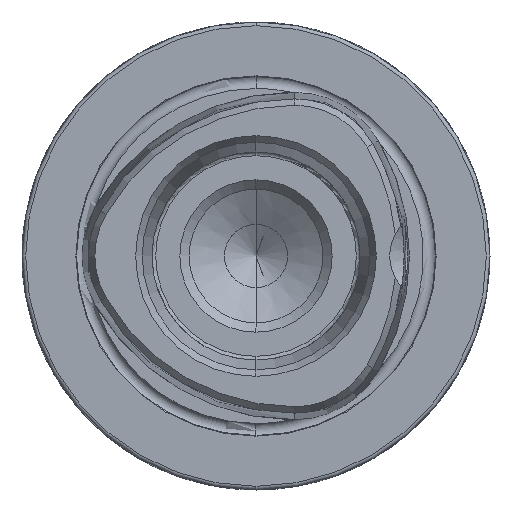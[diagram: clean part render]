
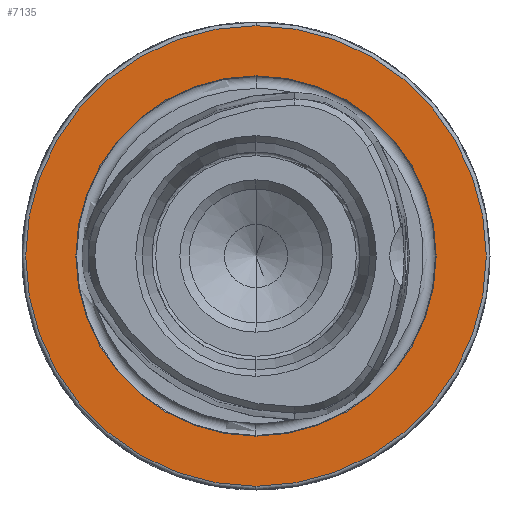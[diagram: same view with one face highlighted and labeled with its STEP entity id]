
A CAD part, left-side view. The second image highlights one B-rep face of the part: STEP entity #7135.
In plain terms, the highlighted planar face has unit normal (-1, 0, 0).
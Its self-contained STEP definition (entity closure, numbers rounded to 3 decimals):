
#98 = EDGE_CURVE ( 'NONE', #7958, #7960, #7325, .T. ) ;
#101 = EDGE_CURVE ( 'NONE', #7962, #7963, #7322, .T. ) ;
#222 = CARTESIAN_POINT ( 'NONE',  ( 0., 0., -24.25 ) ) ;
#223 = CARTESIAN_POINT ( 'NONE',  ( 0., 0., 24.25 ) ) ;
#225 = CARTESIAN_POINT ( 'NONE',  ( 0., 0., 31. ) ) ;
#227 = CARTESIAN_POINT ( 'NONE',  ( 0., 0., -31. ) ) ;
#1513 = EDGE_LOOP ( 'NONE', ( #8947, #8948 ) ) ;
#1514 = EDGE_LOOP ( 'NONE', ( #8945, #8946 ) ) ;
#1657 = AXIS2_PLACEMENT_3D ( 'NONE', #2075, #2062, #2056 ) ;
#2056 = DIRECTION ( 'NONE',  ( 0., 0., -1. ) ) ;
#2062 = DIRECTION ( 'NONE',  ( 1., 0., 0. ) ) ;
#2075 = CARTESIAN_POINT ( 'NONE',  ( 0., 24.25, 0. ) ) ;
#2081 = PLANE ( 'NONE',  #1657 ) ;
#2598 = AXIS2_PLACEMENT_3D ( 'NONE', #8138, #8137, #8136 ) ;
#2610 = AXIS2_PLACEMENT_3D ( 'NONE', #8147, #8146, #8145 ) ;
#4742 = EDGE_CURVE ( 'NONE', #7963, #7962, #6909, .T. ) ;
#4746 = EDGE_CURVE ( 'NONE', #7960, #7958, #7514, .T. ) ;
#5108 = FACE_OUTER_BOUND ( 'NONE', #1513, .T. ) ;
#5118 = FACE_BOUND ( 'NONE', #1514, .T. ) ;
#5377 = CARTESIAN_POINT ( 'NONE',  ( 0., 0., 0. ) ) ;
#5389 = CARTESIAN_POINT ( 'NONE',  ( 0., 0., 0. ) ) ;
#5393 = DIRECTION ( 'NONE',  ( 0., 0., 1. ) ) ;
#5405 = DIRECTION ( 'NONE',  ( -1., 0., 0. ) ) ;
#5442 = DIRECTION ( 'NONE',  ( 0., 0., 1. ) ) ;
#5443 = DIRECTION ( 'NONE',  ( -1., 0., 0. ) ) ;
#6909 = CIRCLE ( 'NONE', #7594, 24.25 ) ;
#7135 = ADVANCED_FACE ( 'NONE', ( #5118, #5108 ), #2081, .F. ) ;
#7322 = CIRCLE ( 'NONE', #2598, 24.25 ) ;
#7325 = CIRCLE ( 'NONE', #2610, 31. ) ;
#7514 = CIRCLE ( 'NONE', #7591, 31. ) ;
#7591 = AXIS2_PLACEMENT_3D ( 'NONE', #5389, #5443, #5442 ) ;
#7594 = AXIS2_PLACEMENT_3D ( 'NONE', #5377, #5405, #5393 ) ;
#7958 = VERTEX_POINT ( 'NONE', #227 ) ;
#7960 = VERTEX_POINT ( 'NONE', #225 ) ;
#7962 = VERTEX_POINT ( 'NONE', #223 ) ;
#7963 = VERTEX_POINT ( 'NONE', #222 ) ;
#8136 = DIRECTION ( 'NONE',  ( 0., 0., 1. ) ) ;
#8137 = DIRECTION ( 'NONE',  ( -1., 0., 0. ) ) ;
#8138 = CARTESIAN_POINT ( 'NONE',  ( 0., 0., 0. ) ) ;
#8145 = DIRECTION ( 'NONE',  ( 0., 0., 1. ) ) ;
#8146 = DIRECTION ( 'NONE',  ( -1., 0., 0. ) ) ;
#8147 = CARTESIAN_POINT ( 'NONE',  ( 0., 0., 0. ) ) ;
#8945 = ORIENTED_EDGE ( 'NONE', *, *, #101, .F. ) ;
#8946 = ORIENTED_EDGE ( 'NONE', *, *, #4742, .F. ) ;
#8947 = ORIENTED_EDGE ( 'NONE', *, *, #4746, .T. ) ;
#8948 = ORIENTED_EDGE ( 'NONE', *, *, #98, .T. ) ;
